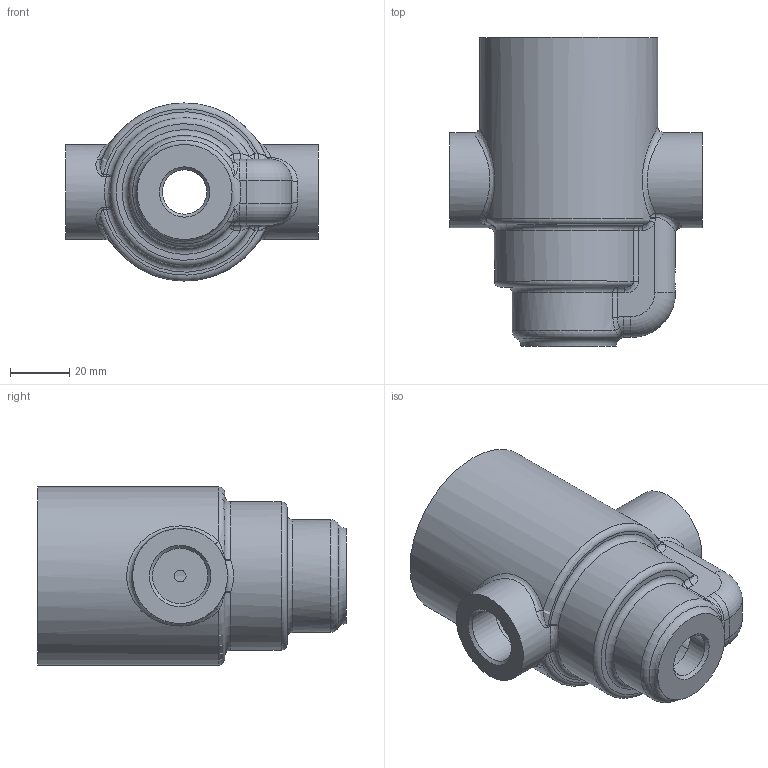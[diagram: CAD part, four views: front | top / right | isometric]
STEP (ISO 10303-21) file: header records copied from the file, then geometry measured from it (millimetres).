
FILE_DESCRIPTION(/* description */ (''),/* implementation_level */ '2;1');
FILE_NAME(/* name */ 'valve_body.stp',/* time_stamp */ '2023-01-18T13:25:33-06:00',/* author */ ('dotwibo2'),/* organization */ (''),/* preprocessor_version */ 'ST-DEVELOPER v18.1',/* originating_system */ 'Autodesk Inventor 2022',/* authorisation */ '');
FILE_SCHEMA (('CONFIG_CONTROL_DESIGN'));
Length unit declared in the file: millimetre
Products named in the file (1): valve_body
Bounding box: 85 x 104 x 60 mm (x, y, z)
Volume: 148010.9 mm3; surface area: 41697.4 mm2
Topology: 1 solids, 1 shells, 137 faces, 327 edges, 193 vertices
Faces by surface type: cylinder 50, plane 27, torus 27, bspline 19, sphere 8, cone 6
Full cylindrical faces by diameter (mm): 4 x1, 11.445 x1, 14.95 x1, 16 x1, 18.631 x2, 20.955 x2, 32 x2, 38 x2, 42 x1, 44 x1, 47.835 x1, 50 x1, 60 x1
Entity records: 5255 total; most frequent: CARTESIAN_POINT 2073, DIRECTION 685, ORIENTED_EDGE 650, EDGE_CURVE 325, AXIS2_PLACEMENT_3D 296, VERTEX_POINT 193, CIRCLE 177, EDGE_LOOP 148
